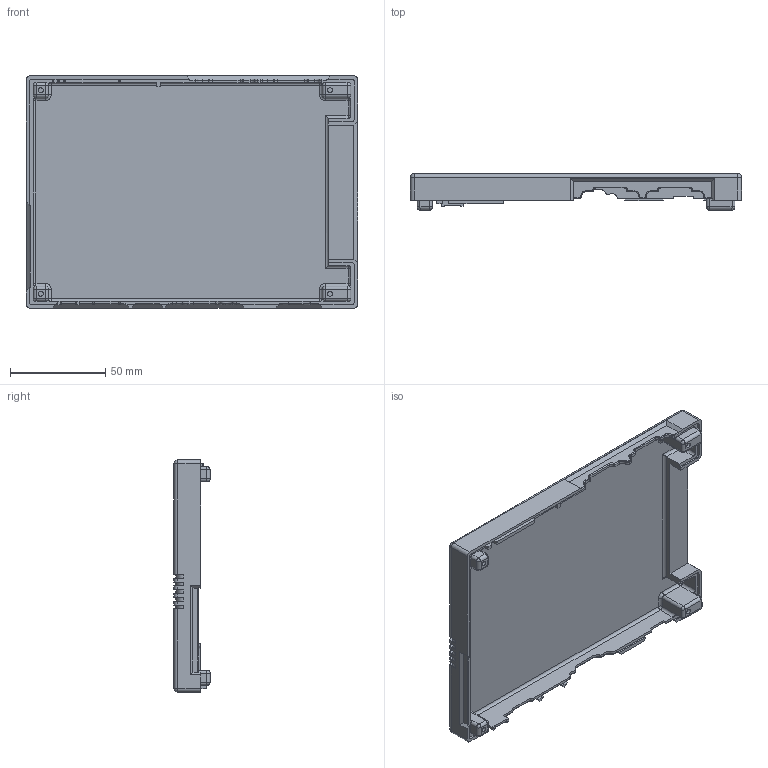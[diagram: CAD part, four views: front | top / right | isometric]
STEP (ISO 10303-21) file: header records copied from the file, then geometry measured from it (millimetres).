
FILE_DESCRIPTION(/* description */ (''),/* implementation_level */ '2;1');
FILE_NAME(/* name */ 'aqp_top.step',/* time_stamp */ '2023-08-08T07:48:16-07:00',/* author */ (''),/* organization */ (''),/* preprocessor_version */ 'ST-DEVELOPER v19.2',/* originating_system */ 'Autodesk Translation Framework v12.6.0.85',/* authorisation */ '');
FILE_SCHEMA (('AUTOMOTIVE_DESIGN { 1 0 10303 214 3 1 1 }'));
Length unit declared in the file: millimetre
Products named in the file (1): case
Bounding box: 174 x 19 x 122 mm (x, y, z)
Volume: 66532.9 mm3; surface area: 58170.7 mm2
Topology: 1 solids, 1 shells, 526 faces, 1352 edges, 840 vertices
Faces by surface type: plane 261, cylinder 162, bspline 49, torus 28, sphere 26
Full cylindrical faces by diameter (mm): 2.6 x4
Entity records: 16190 total; most frequent: CARTESIAN_POINT 3343, ORIENTED_EDGE 2696, DIRECTION 2655, EDGE_CURVE 1348, LINE 899, VECTOR 899, AXIS2_PLACEMENT_3D 878, VERTEX_POINT 840
